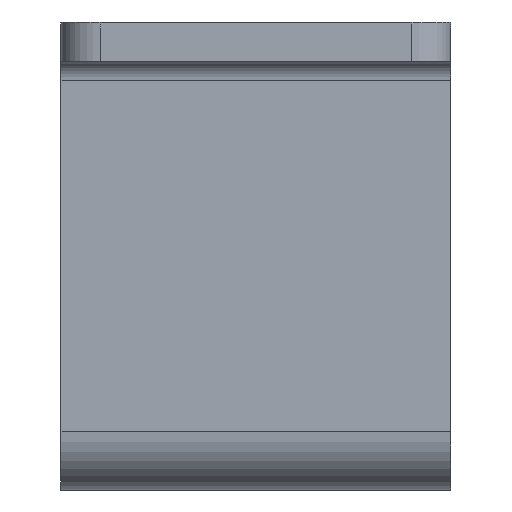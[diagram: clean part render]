
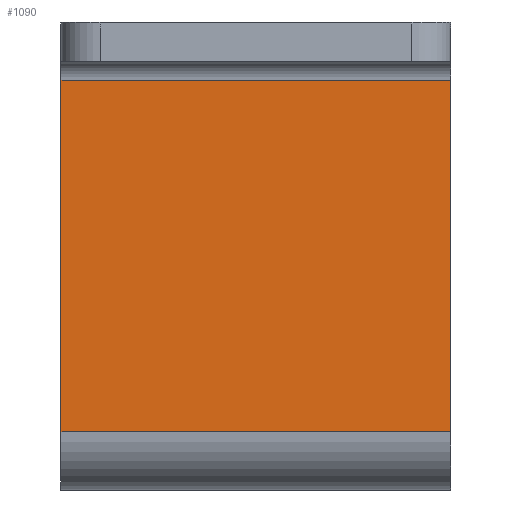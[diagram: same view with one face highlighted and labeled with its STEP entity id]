
A CAD part, left-side view. The second image highlights one B-rep face of the part: STEP entity #1090.
In plain terms, the highlighted planar face has unit normal (-1, 0, 0).
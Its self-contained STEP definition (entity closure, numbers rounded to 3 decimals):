
#18 = LINE ( 'NONE', #419, #181 ) ;
#39 = ORIENTED_EDGE ( 'NONE', *, *, #765, .F. ) ;
#47 = EDGE_CURVE ( 'NONE', #560, #400, #609, .T. ) ;
#129 = EDGE_CURVE ( 'NONE', #560, #789, #273, .T. ) ;
#181 = VECTOR ( 'NONE', #515, 1000. ) ;
#191 = LINE ( 'NONE', #967, #1158 ) ;
#250 = ORIENTED_EDGE ( 'NONE', *, *, #566, .T. ) ;
#273 = LINE ( 'NONE', #1182, #1210 ) ;
#333 = CARTESIAN_POINT ( 'NONE',  ( -30., -10., 3. ) ) ;
#400 = VERTEX_POINT ( 'NONE', #1298 ) ;
#419 = CARTESIAN_POINT ( 'NONE',  ( -30., 10., 21. ) ) ;
#515 = DIRECTION ( 'NONE',  ( 0., -1., 0. ) ) ;
#526 = DIRECTION ( 'NONE',  ( 1., 0., 0. ) ) ;
#560 = VERTEX_POINT ( 'NONE', #333 ) ;
#566 = EDGE_CURVE ( 'NONE', #1067, #789, #191, .T. ) ;
#609 = LINE ( 'NONE', #1152, #1661 ) ;
#651 = EDGE_LOOP ( 'NONE', ( #39, #250, #1154, #710 ) ) ;
#705 = DIRECTION ( 'NONE',  ( 0., 0., -1. ) ) ;
#710 = ORIENTED_EDGE ( 'NONE', *, *, #47, .T. ) ;
#743 = FACE_OUTER_BOUND ( 'NONE', #651, .T. ) ;
#765 = EDGE_CURVE ( 'NONE', #1067, #400, #18, .T. ) ;
#789 = VERTEX_POINT ( 'NONE', #947 ) ;
#947 = CARTESIAN_POINT ( 'NONE',  ( -30., 10., 3. ) ) ;
#967 = CARTESIAN_POINT ( 'NONE',  ( -30., 10., 0. ) ) ;
#1026 = CARTESIAN_POINT ( 'NONE',  ( -30., 0., 0. ) ) ;
#1062 = DIRECTION ( 'NONE',  ( 0., 1., 0. ) ) ;
#1067 = VERTEX_POINT ( 'NONE', #1651 ) ;
#1090 = ADVANCED_FACE ( 'NONE', ( #743 ), #1139, .F. ) ;
#1139 = PLANE ( 'NONE',  #1239 ) ;
#1146 = DIRECTION ( 'NONE',  ( 0., 0., 1. ) ) ;
#1152 = CARTESIAN_POINT ( 'NONE',  ( -30., -10., 0. ) ) ;
#1154 = ORIENTED_EDGE ( 'NONE', *, *, #129, .F. ) ;
#1158 = VECTOR ( 'NONE', #705, 1000. ) ;
#1182 = CARTESIAN_POINT ( 'NONE',  ( -30., 10., 3. ) ) ;
#1210 = VECTOR ( 'NONE', #1062, 1000. ) ;
#1239 = AXIS2_PLACEMENT_3D ( 'NONE', #1026, #526, #1642 ) ;
#1298 = CARTESIAN_POINT ( 'NONE',  ( -30., -10., 21. ) ) ;
#1642 = DIRECTION ( 'NONE',  ( 0., 0., -1. ) ) ;
#1651 = CARTESIAN_POINT ( 'NONE',  ( -30., 10., 21. ) ) ;
#1661 = VECTOR ( 'NONE', #1146, 1000. ) ;
